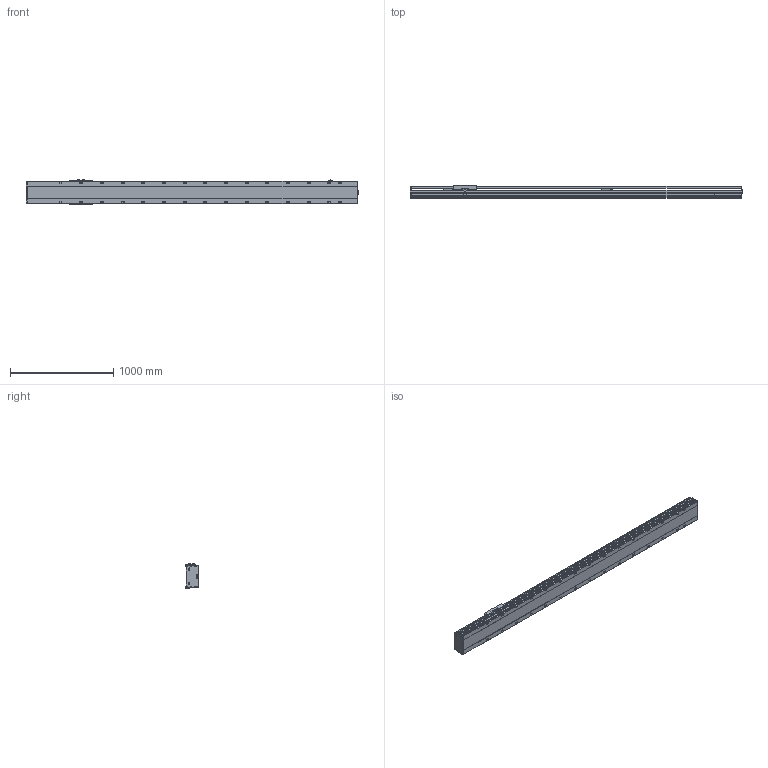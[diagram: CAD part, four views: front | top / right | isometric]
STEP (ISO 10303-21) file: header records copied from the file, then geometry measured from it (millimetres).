
FILE_DESCRIPTION (( 'STEP AP214' ), '1' );
FILE_NAME ('WEX220BC-25XLD-2400XXXX.STEP', '2025-02-28T16:56:59', ( '' ), ( '' ), 'SwSTEP 2.0', 'SolidWorks 2022', '' );
FILE_SCHEMA (( 'AUTOMOTIVE_DESIGN' ));
Length unit declared in the file: millimetre
Products named in the file (13): WEX220M-2400CARRIAGE; WEX220M-2400-7; WEX220M-2400-8; FANG STICKER; WEX220M-2400-6; WEX220BC-25XLD-2400XXXX; WEX220M-2400TOPPLATE; WEX220M-2400-5; WEX220M-2400-4; WEX220M-2400-3; WEX220M-2400-9; WEX220M-2400-2; WEX220M-2400-1
Assembly tree (12 placements, depth 2):
  WEX220BC-25XLD-2400XXXX
    WEX220M-2400-1
    WEX220M-2400TOPPLATE
    WEX220M-2400-2
    WEX220M-2400CARRIAGE
    WEX220M-2400-4
    WEX220M-2400-6  x3
    WEX220M-2400-7
    WEX220M-2400-8
    WEX220M-2400-9
    FANG STICKER
  WEX220M-2400-5
  WEX220M-2400-3
Bounding box: 3210.8 x 122 x 238.76 mm (x, y, z)
Volume: 38011298.2 mm3; surface area: 4561688.2 mm2
Topology: 12 solids, 12 shells, 1530 faces, 3949 edges, 2472 vertices
Faces by surface type: plane 897, cylinder 415, cone 160, torus 58
Entity records: 39291 total; most frequent: CARTESIAN_POINT 6966, DIRECTION 6597, ORIENTED_EDGE 6362, EDGE_CURVE 3181, VECTOR 2319, LINE 2319, AXIS2_PLACEMENT_3D 2139, VERTEX_POINT 2068
